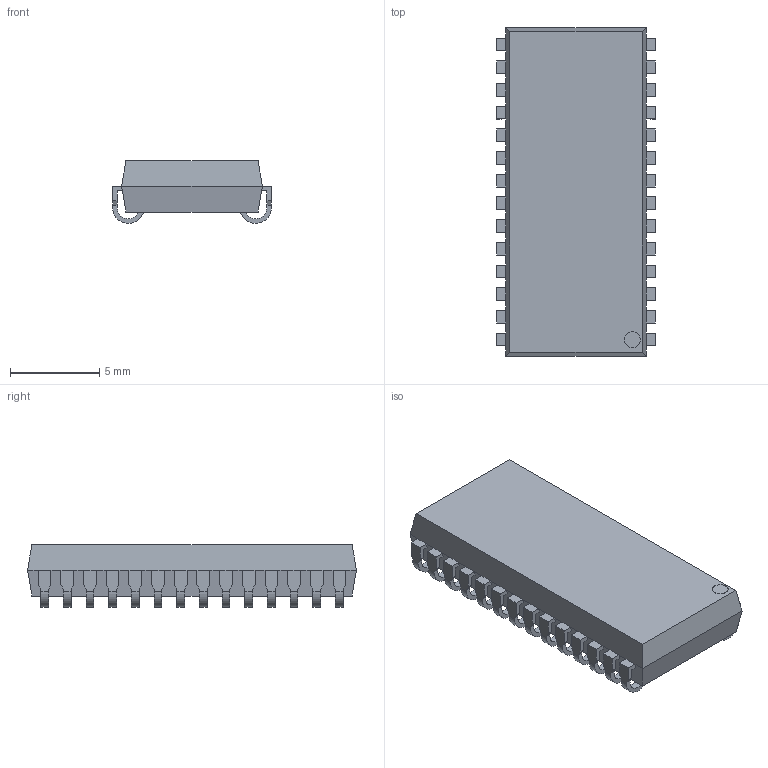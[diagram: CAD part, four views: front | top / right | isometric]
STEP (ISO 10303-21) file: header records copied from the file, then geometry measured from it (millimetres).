
FILE_DESCRIPTION(('FreeCAD Model'),'2;1');
FILE_NAME('Open CASCADE Shape Model','2024-03-05T17:18:57',( 'kicad StepUp'),('ksu MCAD'),'Open CASCADE STEP processor 7.6', 'FreeCAD','Unknown');
FILE_SCHEMA(('AUTOMOTIVE_DESIGN { 1 0 10303 214 1 1 1 1 }'));
Length unit declared in the file: millimetre
Products named in the file (1): AC8DB9B2-C26A-45E6-A799-B63E7D5DA204
Bounding box: 8.9 x 18.41 x 3.51 mm (x, y, z)
Volume: 412.5 mm3; surface area: 566.9 mm2
Topology: 1 solids, 1 shells, 349 faces, 1062 edges, 688 vertices
Faces by surface type: plane 291, cylinder 58
Entity records: 14252 total; most frequent: ORIENTED_EDGE 2124, CARTESIAN_POINT 2100, DIRECTION 1878, EDGE_CURVE 1062, LINE 946, VECTOR 946, VERTEX_POINT 688, AXIS2_PLACEMENT_3D 466
